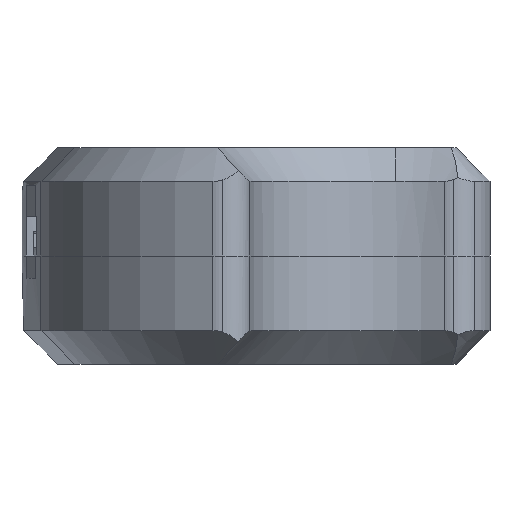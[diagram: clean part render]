
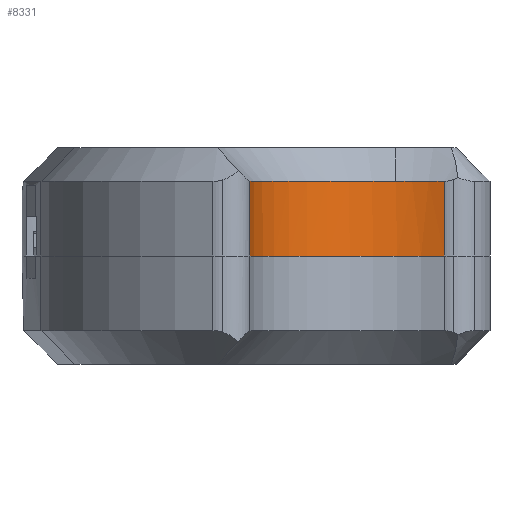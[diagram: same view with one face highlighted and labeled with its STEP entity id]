
A CAD part, left-side view. The second image highlights one B-rep face of the part: STEP entity #8331.
In plain terms, the highlighted cylindrical face has radius 11.787 mm (diameter 23.575 mm), a partial arc.
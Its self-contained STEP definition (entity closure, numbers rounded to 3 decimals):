
#141 = DIRECTION ( 'NONE',  ( 0., 0., -1. ) ) ;
#697 = FACE_OUTER_BOUND ( 'NONE', #8921, .T. ) ;
#836 = EDGE_CURVE ( 'NONE', #8064, #4987, #5820, .T. ) ;
#894 = CARTESIAN_POINT ( 'NONE',  ( -18.72, 15.37, 7.5 ) ) ;
#1165 = LINE ( 'NONE', #1924, #3019 ) ;
#1207 = VERTEX_POINT ( 'NONE', #9056 ) ;
#1655 = DIRECTION ( 'NONE',  ( -1., 0., 0. ) ) ;
#1703 = ORIENTED_EDGE ( 'NONE', *, *, #5494, .T. ) ;
#1717 = VERTEX_POINT ( 'NONE', #894 ) ;
#1924 = CARTESIAN_POINT ( 'NONE',  ( -18.72, 15.37, 15. ) ) ;
#2811 = VERTEX_POINT ( 'NONE', #7242 ) ;
#2832 = EDGE_CURVE ( 'NONE', #1717, #4987, #2887, .T. ) ;
#2887 = CIRCLE ( 'NONE', #4504, 11.787 ) ;
#2903 = CARTESIAN_POINT ( 'NONE',  ( -8.814, -0.263, 7.5 ) ) ;
#3019 = VECTOR ( 'NONE', #5714, 1000. ) ;
#3186 = ORIENTED_EDGE ( 'NONE', *, *, #2832, .T. ) ;
#3234 = DIRECTION ( 'NONE',  ( 0., 0., 1. ) ) ;
#3415 = CARTESIAN_POINT ( 'NONE',  ( -8.814, -0.263, 13.497 ) ) ;
#3547 = DIRECTION ( 'NONE',  ( 0., 0., -1. ) ) ;
#3662 = ORIENTED_EDGE ( 'NONE', *, *, #9355, .T. ) ;
#3853 = VECTOR ( 'NONE', #4866, 1000. ) ;
#4417 = AXIS2_PLACEMENT_3D ( 'NONE', #4575, #141, #1655 ) ;
#4504 = AXIS2_PLACEMENT_3D ( 'NONE', #9438, #3547, #8747 ) ;
#4575 = CARTESIAN_POINT ( 'NONE',  ( -19.934, 3.646, 15. ) ) ;
#4866 = DIRECTION ( 'NONE',  ( 0., 0., -1. ) ) ;
#4979 = AXIS2_PLACEMENT_3D ( 'NONE', #5464, #9282, #5528 ) ;
#4987 = VERTEX_POINT ( 'NONE', #2903 ) ;
#5078 = CIRCLE ( 'NONE', #6857, 11.787 ) ;
#5459 = DIRECTION ( 'NONE',  ( 1., 0., 0. ) ) ;
#5464 = CARTESIAN_POINT ( 'NONE',  ( -19.934, 3.646, 13.497 ) ) ;
#5494 = EDGE_CURVE ( 'NONE', #1207, #2811, #9226, .T. ) ;
#5528 = DIRECTION ( 'NONE',  ( 1., 0., 0. ) ) ;
#5714 = DIRECTION ( 'NONE',  ( 0., 0., -1. ) ) ;
#5820 = LINE ( 'NONE', #7839, #3853 ) ;
#6536 = ORIENTED_EDGE ( 'NONE', *, *, #8008, .T. ) ;
#6857 = AXIS2_PLACEMENT_3D ( 'NONE', #9105, #3234, #5459 ) ;
#7184 = CYLINDRICAL_SURFACE ( 'NONE', #4417, 11.787 ) ;
#7242 = CARTESIAN_POINT ( 'NONE',  ( -18.72, 15.37, 13.497 ) ) ;
#7839 = CARTESIAN_POINT ( 'NONE',  ( -8.814, -0.263, 15. ) ) ;
#8008 = EDGE_CURVE ( 'NONE', #2811, #1717, #1165, .T. ) ;
#8064 = VERTEX_POINT ( 'NONE', #3415 ) ;
#8331 = ADVANCED_FACE ( 'NONE', ( #697 ), #7184, .F. ) ;
#8342 = ORIENTED_EDGE ( 'NONE', *, *, #836, .F. ) ;
#8747 = DIRECTION ( 'NONE',  ( 1., 0., 0. ) ) ;
#8921 = EDGE_LOOP ( 'NONE', ( #6536, #3186, #8342, #3662, #1703 ) ) ;
#9056 = CARTESIAN_POINT ( 'NONE',  ( -8.147, 3.646, 13.497 ) ) ;
#9105 = CARTESIAN_POINT ( 'NONE',  ( -19.934, 3.646, 13.497 ) ) ;
#9226 = CIRCLE ( 'NONE', #4979, 11.787 ) ;
#9282 = DIRECTION ( 'NONE',  ( 0., 0., 1. ) ) ;
#9355 = EDGE_CURVE ( 'NONE', #8064, #1207, #5078, .T. ) ;
#9438 = CARTESIAN_POINT ( 'NONE',  ( -19.934, 3.646, 7.5 ) ) ;
